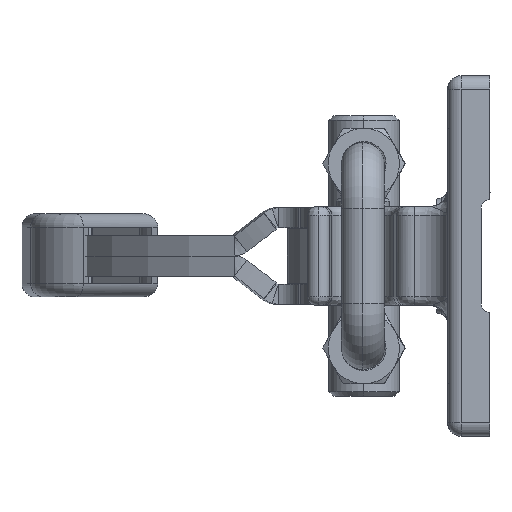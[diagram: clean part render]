
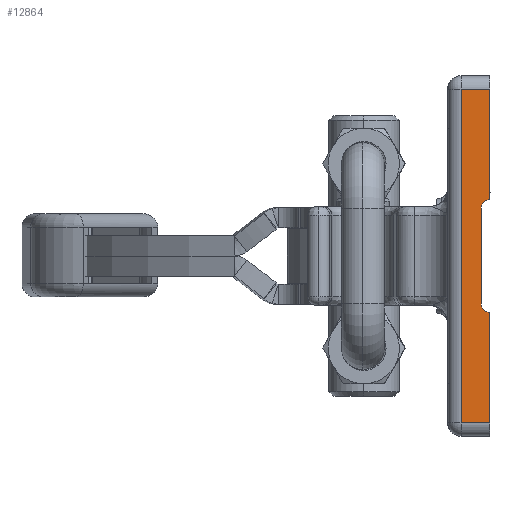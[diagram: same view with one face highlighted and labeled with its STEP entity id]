
A CAD part, left-side view. The second image highlights one B-rep face of the part: STEP entity #12864.
In plain terms, the highlighted face is planar.
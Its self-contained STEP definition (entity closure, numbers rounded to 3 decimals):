
#722 = EDGE_LOOP ( 'NONE', ( #16153, #16155, #16154, #16156, #16158, #16157, #16159, #16160 ) ) ;
#2184 = VERTEX_POINT ( 'NONE', #9366 ) ;
#2185 = VERTEX_POINT ( 'NONE', #9368 ) ;
#2186 = VERTEX_POINT ( 'NONE', #9370 ) ;
#2187 = VERTEX_POINT ( 'NONE', #9372 ) ;
#2188 = VERTEX_POINT ( 'NONE', #9374 ) ;
#2189 = VERTEX_POINT ( 'NONE', #9376 ) ;
#2256 = VERTEX_POINT ( 'NONE', #9510 ) ;
#2257 = VERTEX_POINT ( 'NONE', #9512 ) ;
#6312 = VECTOR ( 'NONE', #14500, 1000. ) ;
#6315 = VECTOR ( 'NONE', #14516, 1000. ) ;
#6317 = VECTOR ( 'NONE', #14522, 1000. ) ;
#6334 = VECTOR ( 'NONE', #14636, 1000. ) ;
#7991 = CARTESIAN_POINT ( 'NONE',  ( -10.7, 0., 28.6 ) ) ;
#8004 = LINE ( 'NONE', #8005, #12349 ) ;
#8005 = CARTESIAN_POINT ( 'NONE',  ( 10.7, 2., 28.6 ) ) ;
#8006 = DIRECTION ( 'NONE',  ( -1., 0., 0. ) ) ;
#8007 = DIRECTION ( 'NONE',  ( 0., 0., 1. ) ) ;
#8008 = DIRECTION ( 'NONE',  ( 1., 0., 0. ) ) ;
#8009 = CARTESIAN_POINT ( 'NONE',  ( 10.7, 0., 28.6 ) ) ;
#8010 = LINE ( 'NONE', #8011, #12351 ) ;
#8011 = CARTESIAN_POINT ( 'NONE',  ( 37.5, 6.5, 28.6 ) ) ;
#8012 = DIRECTION ( 'NONE',  ( 0., 1., 0. ) ) ;
#8013 = DIRECTION ( 'NONE',  ( 0., 0., 1. ) ) ;
#8014 = DIRECTION ( 'NONE',  ( 1., 0., 0. ) ) ;
#9366 = CARTESIAN_POINT ( 'NONE',  ( 10.7, 2., 28.6 ) ) ;
#9368 = CARTESIAN_POINT ( 'NONE',  ( -10.7, 2., 28.6 ) ) ;
#9370 = CARTESIAN_POINT ( 'NONE',  ( -37.5, 6.5, 28.6 ) ) ;
#9372 = CARTESIAN_POINT ( 'NONE',  ( 37.5, 6.5, 28.6 ) ) ;
#9374 = CARTESIAN_POINT ( 'NONE',  ( 12.7, 0., 28.6 ) ) ;
#9376 = CARTESIAN_POINT ( 'NONE',  ( 37.5, 0., 28.6 ) ) ;
#9510 = CARTESIAN_POINT ( 'NONE',  ( -37.5, 0., 28.6 ) ) ;
#9512 = CARTESIAN_POINT ( 'NONE',  ( -12.7, 0., 28.6 ) ) ;
#11189 = PLANE ( 'NONE',  #17231 ) ;
#11190 = CARTESIAN_POINT ( 'NONE',  ( -15.1, 9.5, 28.6 ) ) ;
#11191 = DIRECTION ( 'NONE',  ( 0., 0., -1. ) ) ;
#11192 = DIRECTION ( 'NONE',  ( -1., 0., 0. ) ) ;
#12348 = AXIS2_PLACEMENT_3D ( 'NONE', #7991, #8007, #8008 ) ;
#12349 = VECTOR ( 'NONE', #8006, 1000. ) ;
#12350 = AXIS2_PLACEMENT_3D ( 'NONE', #8009, #8013, #8014 ) ;
#12351 = VECTOR ( 'NONE', #8012, 1000. ) ;
#12864 = ADVANCED_FACE ( 'NONE', ( #17234 ), #11189, .F. ) ;
#14497 = LINE ( 'NONE', #14498, #6312 ) ;
#14498 = CARTESIAN_POINT ( 'NONE',  ( -37.5, 0., 28.6 ) ) ;
#14500 = DIRECTION ( 'NONE',  ( 0., -1., 0. ) ) ;
#14513 = LINE ( 'NONE', #14514, #6315 ) ;
#14514 = CARTESIAN_POINT ( 'NONE',  ( 39.7, 0., 28.6 ) ) ;
#14516 = DIRECTION ( 'NONE',  ( 1., 0., 0. ) ) ;
#14518 = LINE ( 'NONE', #14520, #6317 ) ;
#14520 = CARTESIAN_POINT ( 'NONE',  ( -40.5, 6.5, 28.6 ) ) ;
#14522 = DIRECTION ( 'NONE',  ( -1., 0., 0. ) ) ;
#14572 = EDGE_CURVE ( 'NONE', #2184, #2185, #8004, .T. ) ;
#14574 = EDGE_CURVE ( 'NONE', #2185, #2257, #17541, .T. ) ;
#14576 = EDGE_CURVE ( 'NONE', #2189, #2187, #8010, .T. ) ;
#14579 = EDGE_CURVE ( 'NONE', #2188, #2184, #17540, .T. ) ;
#14632 = LINE ( 'NONE', #14634, #6334 ) ;
#14634 = CARTESIAN_POINT ( 'NONE',  ( 39.7, 0., 28.6 ) ) ;
#14636 = DIRECTION ( 'NONE',  ( 1., 0., 0. ) ) ;
#14809 = EDGE_CURVE ( 'NONE', #2186, #2256, #14497, .T. ) ;
#14816 = EDGE_CURVE ( 'NONE', #2188, #2189, #14513, .T. ) ;
#14818 = EDGE_CURVE ( 'NONE', #2187, #2186, #14518, .T. ) ;
#14864 = EDGE_CURVE ( 'NONE', #2256, #2257, #14632, .T. ) ;
#16153 = ORIENTED_EDGE ( 'NONE', *, *, #14818, .T. ) ;
#16154 = ORIENTED_EDGE ( 'NONE', *, *, #14864, .T. ) ;
#16155 = ORIENTED_EDGE ( 'NONE', *, *, #14809, .T. ) ;
#16156 = ORIENTED_EDGE ( 'NONE', *, *, #14574, .F. ) ;
#16157 = ORIENTED_EDGE ( 'NONE', *, *, #14579, .F. ) ;
#16158 = ORIENTED_EDGE ( 'NONE', *, *, #14572, .F. ) ;
#16159 = ORIENTED_EDGE ( 'NONE', *, *, #14816, .T. ) ;
#16160 = ORIENTED_EDGE ( 'NONE', *, *, #14576, .T. ) ;
#17231 = AXIS2_PLACEMENT_3D ( 'NONE', #11190, #11191, #11192 ) ;
#17234 = FACE_OUTER_BOUND ( 'NONE', #722, .T. ) ;
#17540 = CIRCLE ( 'NONE', #12350, 2. ) ;
#17541 = CIRCLE ( 'NONE', #12348, 2. ) ;
